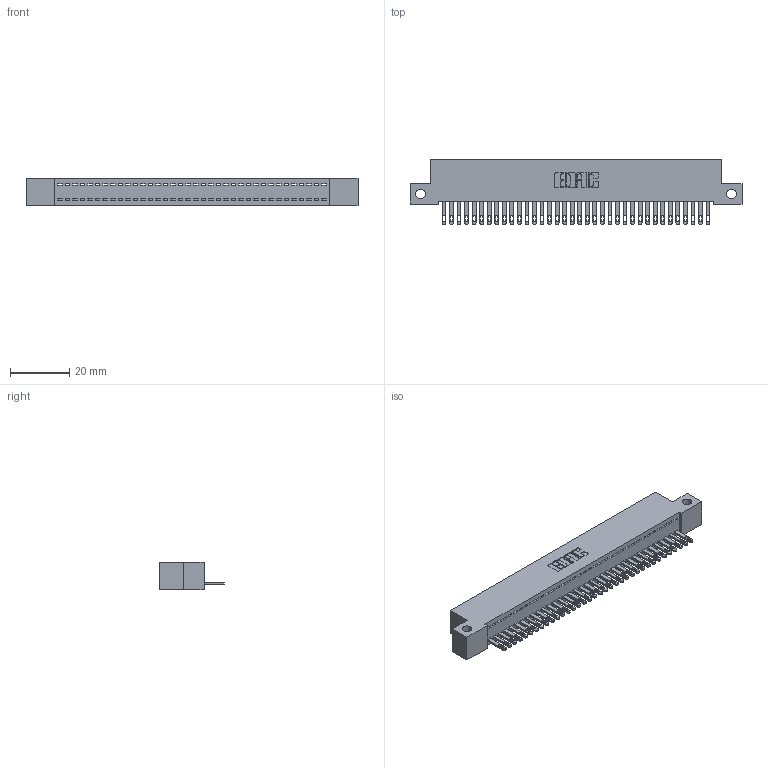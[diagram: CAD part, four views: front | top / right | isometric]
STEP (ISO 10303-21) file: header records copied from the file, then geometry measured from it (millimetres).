
FILE_DESCRIPTION (( 'STEP AP203' ), '1' );
FILE_NAME ('342-036-500-112.STEP', '2018-08-11T19:47:08', ( '' ), ( '' ), 'SwSTEP 2.0', 'SolidWorks 2016', '' );
FILE_SCHEMA (( 'CONFIG_CONTROL_DESIGN' ));
Length unit declared in the file: inch
Products named in the file (3): 345-292-001_345-293-100; 342-036-500-112; 342 Part_Side Mount
Assembly tree (37 placements, depth 2):
  342-036-500-112
    342 Part_Side Mount
    345-292-001_345-293-100  x36
Bounding box: 111.76 x 21.85 x 9.4 mm (x, y, z)
Volume: 9725.4 mm3; surface area: 14077 mm2
Topology: 37 solids, 37 shells, 2054 faces, 6347 edges, 4230 vertices
Faces by surface type: plane 1362, cylinder 692
Entity records: 22585 total; most frequent: CARTESIAN_POINT 3902, ORIENTED_EDGE 3874, DIRECTION 3305, EDGE_CURVE 1937, LINE 1805, VECTOR 1805, VERTEX_POINT 1290, AXIS2_PLACEMENT_3D 750
